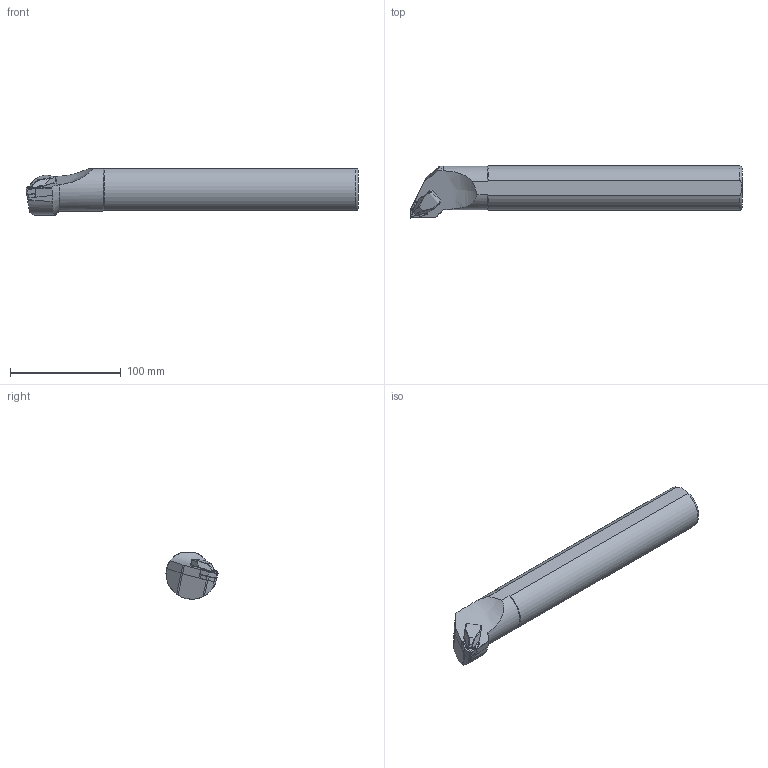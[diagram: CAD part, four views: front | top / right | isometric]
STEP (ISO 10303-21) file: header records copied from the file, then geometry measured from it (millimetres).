
FILE_DESCRIPTION(/* description */ (''),/* implementation_level */ '2;1');
FILE_NAME(/* name */ 'A40T-TWLNR-08.stp',/* time_stamp */ '2023-10-04T11:32:31+03:00',/* author */ (''),/* organization */ (''),/* preprocessor_version */ 'ST-DEVELOPER v19.4',/* originating_system */ 'SIEMENS PLM Software NX2306.3001',/* authorisation */ '');
FILE_SCHEMA (('AUTOMOTIVE_DESIGN { 1 0 10303 214 3 1 1 1 }'));
Length unit declared in the file: millimetre
Products named in the file (1): A40T-TWLNR-08
Bounding box: 300 x 47 x 41.9 mm (x, y, z)
Volume: 350182.4 mm3; surface area: 40049.8 mm2
Topology: 2 solids, 2 shells, 167 faces, 434 edges, 276 vertices
Faces by surface type: plane 77, cylinder 52, cone 23, bspline 10, torus 3, sphere 2
Full cylindrical faces by diameter (mm): 4.4 x1, 5.1 x1, 6.2 x1
Entity records: 6128 total; most frequent: CARTESIAN_POINT 1654, ORIENTED_EDGE 840, DIRECTION 830, EDGE_CURVE 420, AXIS2_PLACEMENT_3D 306, VERTEX_POINT 273, LINE 218, VECTOR 218
